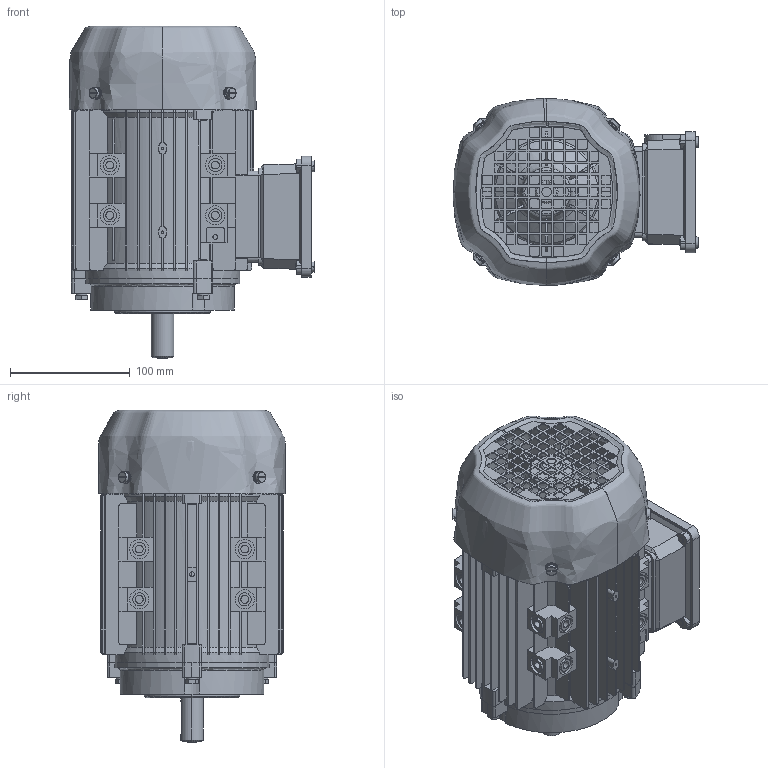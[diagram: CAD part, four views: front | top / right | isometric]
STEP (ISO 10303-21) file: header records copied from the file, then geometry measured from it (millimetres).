
FILE_DESCRIPTION(/* description */ (''),/* implementation_level */ '2;1');
FILE_NAME(/* name */ 'JL3-80-B14A.STEP',/* time_stamp */ '2021-09-19T14:59:32+08:00',/* author */ (''),/* organization */ (''),/* preprocessor_version */ 'ST-DEVELOPER v16',/* originating_system */ 'SIEMENS PLM Software NX 10.0',/* authorisation */ '');
FILE_SCHEMA (('AUTOMOTIVE_DESIGN { 1 0 10303 214 3 1 1 1 }'));
Products named in the file (1): JL3-80-B14A_step
Bounding box: 204.88 x 155.99 x 276.99 mm (x, y, z)
Volume: 908149.9 mm3; surface area: 624245.8 mm2
Topology: 43 solids, 43 shells, 2916 faces, 7991 edges, 5244 vertices
Faces by surface type: plane 1321, cylinder 1157, cone 219, torus 168, bspline 51
Entity records: 184476 total; most frequent: CARTESIAN_POINT 109310, ORIENTED_EDGE 15950, DIRECTION 15457, EDGE_CURVE 7975, AXIS2_PLACEMENT_3D 5625, VERTEX_POINT 5242, LINE 4207, VECTOR 4207
